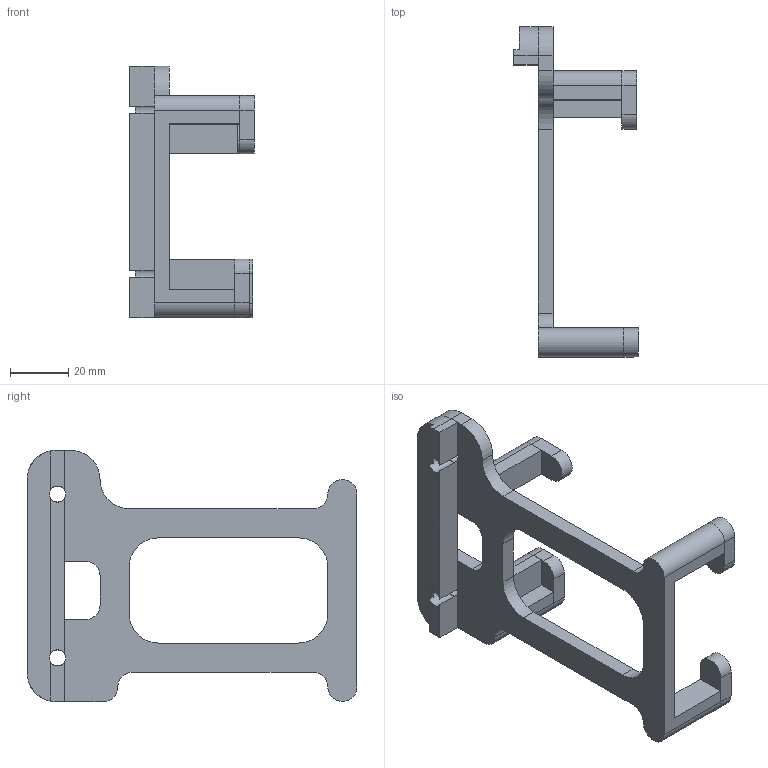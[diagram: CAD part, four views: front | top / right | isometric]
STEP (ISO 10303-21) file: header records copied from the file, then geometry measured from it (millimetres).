
FILE_DESCRIPTION(/* description */ (''),/* implementation_level */ '2;1');
FILE_NAME(/* name */ 'Rear_pi4_mount_v2.step',/* time_stamp */ '2020-02-14T08:35:12-06:00',/* author */ (''),/* organization */ (''),/* preprocessor_version */ 'ST-DEVELOPER v18',/* originating_system */ 'Autodesk Translation Framework v8.12.0.6',/* authorisation */ '');
FILE_SCHEMA (('AUTOMOTIVE_DESIGN { 1 0 10303 214 3 1 1 }'));
Length unit declared in the file: millimetre
Products named in the file (4): Rear pi4 Mount; PI Mount Tabs; PI Mount Body; Panel Insert (4)
Assembly tree (3 placements, depth 2):
  Rear pi4 Mount
    PI Mount Tabs
    PI Mount Body
    Panel Insert (4)
Bounding box: 42.75 x 113 x 86.1 mm (x, y, z)
Volume: 43691.7 mm3; surface area: 23722.3 mm2
Topology: 6 solids, 6 shells, 330 faces, 863 edges, 555 vertices
Faces by surface type: cylinder 239, plane 75, bspline 16
Full cylindrical faces by diameter (mm): 2.93 x84, 3.599 x58, 3.6 x22, 5.5 x2, 6 x4, 12 x2
Entity records: 20271 total; most frequent: CARTESIAN_POINT 12639, ORIENTED_EDGE 1726, DIRECTION 1287, EDGE_CURVE 863, VERTEX_POINT 555, AXIS2_PLACEMENT_3D 459, LINE 369, VECTOR 369
